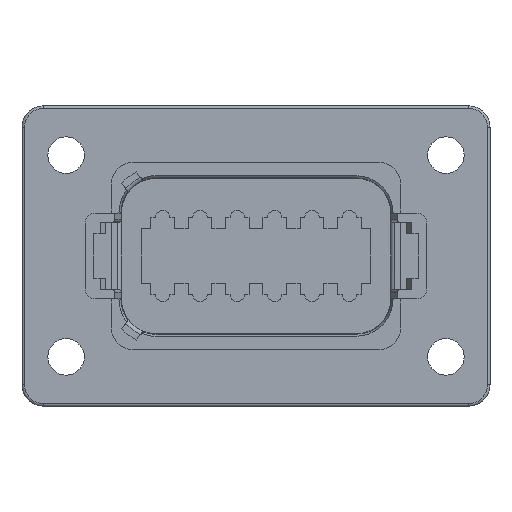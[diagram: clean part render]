
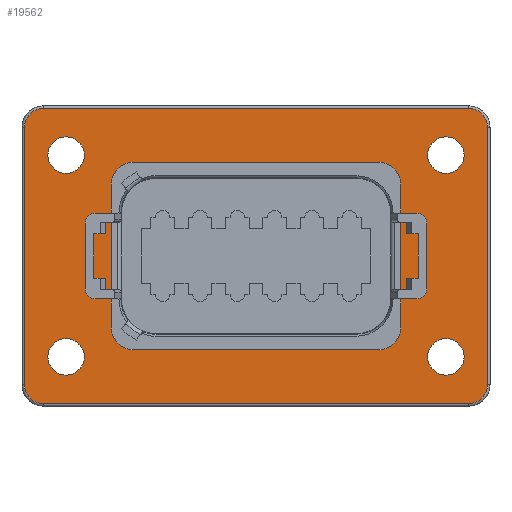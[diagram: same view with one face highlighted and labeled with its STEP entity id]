
A CAD part, front view. The second image highlights one B-rep face of the part: STEP entity #19562.
In plain terms, the highlighted planar face has unit normal (0, -1, 0).
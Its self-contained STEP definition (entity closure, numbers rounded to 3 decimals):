
#2=DIRECTION('',(0.,0.,1.));
#3=VECTOR('',#2,17.);
#4=CARTESIAN_POINT('',(-17.125,24.7,-8.5));
#5=LINE('',#4,#3);
#42=CARTESIAN_POINT('',(22.48,24.7,-11.94));
#43=DIRECTION('',(0.,1.,0.));
#44=DIRECTION('',(0.,0.,1.));
#45=AXIS2_PLACEMENT_3D('',#42,#43,#44);
#47=CARTESIAN_POINT('',(22.48,24.7,-11.94));
#48=DIRECTION('',(0.,1.,0.));
#49=DIRECTION('',(0.,0.,-1.));
#50=AXIS2_PLACEMENT_3D('',#47,#48,#49);
#52=CARTESIAN_POINT('',(22.48,24.7,11.94));
#53=DIRECTION('',(0.,1.,0.));
#54=DIRECTION('',(0.,0.,1.));
#55=AXIS2_PLACEMENT_3D('',#52,#53,#54);
#57=CARTESIAN_POINT('',(22.48,24.7,11.94));
#58=DIRECTION('',(0.,1.,0.));
#59=DIRECTION('',(0.,0.,-1.));
#60=AXIS2_PLACEMENT_3D('',#57,#58,#59);
#62=CARTESIAN_POINT('',(-22.48,24.7,-11.94));
#63=DIRECTION('',(0.,1.,0.));
#64=DIRECTION('',(0.,0.,1.));
#65=AXIS2_PLACEMENT_3D('',#62,#63,#64);
#67=CARTESIAN_POINT('',(-22.48,24.7,-11.94));
#68=DIRECTION('',(0.,1.,0.));
#69=DIRECTION('',(0.,0.,-1.));
#70=AXIS2_PLACEMENT_3D('',#67,#68,#69);
#72=CARTESIAN_POINT('',(-22.48,24.7,11.94));
#73=DIRECTION('',(0.,1.,0.));
#74=DIRECTION('',(0.,0.,1.));
#75=AXIS2_PLACEMENT_3D('',#72,#73,#74);
#77=CARTESIAN_POINT('',(-22.48,24.7,11.94));
#78=DIRECTION('',(0.,1.,0.));
#79=DIRECTION('',(0.,0.,-1.));
#80=AXIS2_PLACEMENT_3D('',#77,#78,#79);
#82=CARTESIAN_POINT('',(-25.16,24.7,-15.24));
#83=DIRECTION('',(0.,-1.,0.));
#84=DIRECTION('',(-1.,0.,0.));
#85=AXIS2_PLACEMENT_3D('',#82,#83,#84);
#87=DIRECTION('',(0.,0.,-1.));
#88=VECTOR('',#87,30.48);
#89=CARTESIAN_POINT('',(-27.4,24.7,15.24));
#90=LINE('',#89,#88);
#91=CARTESIAN_POINT('',(-25.16,24.7,15.24));
#92=DIRECTION('',(0.,-1.,0.));
#93=DIRECTION('',(0.,0.,1.));
#94=AXIS2_PLACEMENT_3D('',#91,#92,#93);
#96=DIRECTION('',(-1.,0.,0.));
#97=VECTOR('',#96,50.32);
#98=CARTESIAN_POINT('',(25.16,24.7,17.48));
#99=LINE('',#98,#97);
#100=CARTESIAN_POINT('',(25.16,24.7,15.24));
#101=DIRECTION('',(0.,-1.,0.));
#102=DIRECTION('',(1.,0.,0.));
#103=AXIS2_PLACEMENT_3D('',#100,#101,#102);
#105=DIRECTION('',(0.,0.,1.));
#106=VECTOR('',#105,30.48);
#107=CARTESIAN_POINT('',(27.4,24.7,-15.24));
#108=LINE('',#107,#106);
#109=CARTESIAN_POINT('',(25.16,24.7,-15.24));
#110=DIRECTION('',(0.,-1.,0.));
#111=DIRECTION('',(0.,0.,-1.));
#112=AXIS2_PLACEMENT_3D('',#109,#110,#111);
#114=DIRECTION('',(1.,0.,0.));
#115=VECTOR('',#114,50.32);
#116=CARTESIAN_POINT('',(-25.16,24.7,-17.48));
#117=LINE('',#116,#115);
#334=DIRECTION('',(-1.,0.,0.));
#335=VECTOR('',#334,29.05);
#336=CARTESIAN_POINT('',(14.525,24.7,-11.1));
#337=LINE('',#336,#335);
#394=CARTESIAN_POINT('',(-14.525,24.7,-8.5));
#395=DIRECTION('',(0.,-1.,0.));
#396=DIRECTION('',(-1.,0.,0.));
#397=AXIS2_PLACEMENT_3D('',#394,#395,#396);
#2539=DIRECTION('',(0.,0.,-1.));
#2540=VECTOR('',#2539,17.);
#2541=CARTESIAN_POINT('',(17.125,24.7,8.5));
#2542=LINE('',#2541,#2540);
#2575=CARTESIAN_POINT('',(14.525,24.7,-8.5));
#2576=DIRECTION('',(0.,-1.,0.));
#2577=DIRECTION('',(0.,0.,-1.));
#2578=AXIS2_PLACEMENT_3D('',#2575,#2576,#2577);
#2725=CARTESIAN_POINT('',(14.525,24.7,8.5));
#2726=DIRECTION('',(0.,-1.,0.));
#2727=DIRECTION('',(1.,0.,0.));
#2728=AXIS2_PLACEMENT_3D('',#2725,#2726,#2727);
#2735=DIRECTION('',(1.,0.,0.));
#2736=VECTOR('',#2735,29.05);
#2737=CARTESIAN_POINT('',(-14.525,24.7,11.1));
#2738=LINE('',#2737,#2736);
#2751=CARTESIAN_POINT('',(-14.525,24.7,8.5));
#2752=DIRECTION('',(0.,-1.,0.));
#2753=DIRECTION('',(0.,0.,1.));
#2754=AXIS2_PLACEMENT_3D('',#2751,#2752,#2753);
#16724=CARTESIAN_POINT('',(22.48,24.7,-9.78));
#16725=CARTESIAN_POINT('',(22.48,24.7,-14.1));
#16726=VERTEX_POINT('',#16724);
#16727=VERTEX_POINT('',#16725);
#16728=CARTESIAN_POINT('',(22.48,24.7,14.1));
#16729=CARTESIAN_POINT('',(22.48,24.7,9.78));
#16730=VERTEX_POINT('',#16728);
#16731=VERTEX_POINT('',#16729);
#16732=CARTESIAN_POINT('',(-22.48,24.7,-9.78));
#16733=CARTESIAN_POINT('',(-22.48,24.7,-14.1));
#16734=VERTEX_POINT('',#16732);
#16735=VERTEX_POINT('',#16733);
#16736=CARTESIAN_POINT('',(-22.48,24.7,14.1));
#16737=CARTESIAN_POINT('',(-22.48,24.7,9.78));
#16738=VERTEX_POINT('',#16736);
#16739=VERTEX_POINT('',#16737);
#16756=CARTESIAN_POINT('',(-27.4,24.7,-15.24));
#16757=CARTESIAN_POINT('',(-25.16,24.7,-17.48));
#16758=VERTEX_POINT('',#16756);
#16759=VERTEX_POINT('',#16757);
#16764=CARTESIAN_POINT('',(25.16,24.7,-17.48));
#16765=VERTEX_POINT('',#16764);
#16768=CARTESIAN_POINT('',(27.4,24.7,-15.24));
#16769=VERTEX_POINT('',#16768);
#16772=CARTESIAN_POINT('',(27.4,24.7,15.24));
#16773=VERTEX_POINT('',#16772);
#16776=CARTESIAN_POINT('',(25.16,24.7,17.48));
#16777=VERTEX_POINT('',#16776);
#16780=CARTESIAN_POINT('',(-25.16,24.7,17.48));
#16781=VERTEX_POINT('',#16780);
#16784=CARTESIAN_POINT('',(-27.4,24.7,15.24));
#16785=VERTEX_POINT('',#16784);
#16788=CARTESIAN_POINT('',(-17.125,24.7,-8.5));
#16789=CARTESIAN_POINT('',(-17.125,24.7,8.5));
#16790=VERTEX_POINT('',#16788);
#16791=VERTEX_POINT('',#16789);
#16792=CARTESIAN_POINT('',(-14.525,24.7,11.1));
#16793=CARTESIAN_POINT('',(14.525,24.7,11.1));
#16794=VERTEX_POINT('',#16792);
#16795=VERTEX_POINT('',#16793);
#16796=CARTESIAN_POINT('',(17.125,24.7,8.5));
#16797=CARTESIAN_POINT('',(17.125,24.7,-8.5));
#16798=VERTEX_POINT('',#16796);
#16799=VERTEX_POINT('',#16797);
#16800=CARTESIAN_POINT('',(14.525,24.7,-11.1));
#16801=CARTESIAN_POINT('',(-14.525,24.7,-11.1));
#16802=VERTEX_POINT('',#16800);
#16803=VERTEX_POINT('',#16801);
#19498=CARTESIAN_POINT('',(0.,24.7,0.));
#19499=DIRECTION('',(0.,1.,0.));
#19500=DIRECTION('',(1.,0.,0.));
#19501=AXIS2_PLACEMENT_3D('',#19498,#19499,#19500);
#19502=PLANE('',#19501);
#19504=ORIENTED_EDGE('',*,*,#19503,.F.);
#19506=ORIENTED_EDGE('',*,*,#19505,.F.);
#19508=ORIENTED_EDGE('',*,*,#19507,.F.);
#19510=ORIENTED_EDGE('',*,*,#19509,.F.);
#19512=ORIENTED_EDGE('',*,*,#19511,.F.);
#19514=ORIENTED_EDGE('',*,*,#19513,.F.);
#19516=ORIENTED_EDGE('',*,*,#19515,.F.);
#19518=ORIENTED_EDGE('',*,*,#19517,.F.);
#19519=EDGE_LOOP('',(#19504,#19506,#19508,#19510,#19512,#19514,#19516,#19518));
#19520=FACE_OUTER_BOUND('',#19519,.F.);
#19522=ORIENTED_EDGE('',*,*,#19521,.F.);
#19524=ORIENTED_EDGE('',*,*,#19523,.F.);
#19525=EDGE_LOOP('',(#19522,#19524));
#19526=FACE_BOUND('',#19525,.F.);
#19528=ORIENTED_EDGE('',*,*,#19527,.F.);
#19530=ORIENTED_EDGE('',*,*,#19529,.F.);
#19531=EDGE_LOOP('',(#19528,#19530));
#19532=FACE_BOUND('',#19531,.F.);
#19534=ORIENTED_EDGE('',*,*,#19533,.F.);
#19536=ORIENTED_EDGE('',*,*,#19535,.F.);
#19537=EDGE_LOOP('',(#19534,#19536));
#19538=FACE_BOUND('',#19537,.F.);
#19540=ORIENTED_EDGE('',*,*,#19539,.F.);
#19542=ORIENTED_EDGE('',*,*,#19541,.F.);
#19543=EDGE_LOOP('',(#19540,#19542));
#19544=FACE_BOUND('',#19543,.F.);
#19545=ORIENTED_EDGE('',*,*,#19467,.F.);
#19547=ORIENTED_EDGE('',*,*,#19546,.T.);
#19549=ORIENTED_EDGE('',*,*,#19548,.F.);
#19551=ORIENTED_EDGE('',*,*,#19550,.T.);
#19553=ORIENTED_EDGE('',*,*,#19552,.F.);
#19555=ORIENTED_EDGE('',*,*,#19554,.T.);
#19557=ORIENTED_EDGE('',*,*,#19556,.F.);
#19559=ORIENTED_EDGE('',*,*,#19558,.T.);
#19560=EDGE_LOOP('',(#19545,#19547,#19549,#19551,#19553,#19555,#19557,#19559));
#19561=FACE_BOUND('',#19560,.F.);
#19562=ADVANCED_FACE('',(#19520,#19526,#19532,#19538,#19544,#19561),#19502,.F.);
#46=CIRCLE('',#45,2.16);
#51=CIRCLE('',#50,2.16);
#56=CIRCLE('',#55,2.16);
#61=CIRCLE('',#60,2.16);
#66=CIRCLE('',#65,2.16);
#71=CIRCLE('',#70,2.16);
#76=CIRCLE('',#75,2.16);
#81=CIRCLE('',#80,2.16);
#86=CIRCLE('',#85,2.24);
#95=CIRCLE('',#94,2.24);
#104=CIRCLE('',#103,2.24);
#113=CIRCLE('',#112,2.24);
#398=CIRCLE('',#397,2.6);
#2579=CIRCLE('',#2578,2.6);
#2729=CIRCLE('',#2728,2.6);
#2755=CIRCLE('',#2754,2.6);
#19467=EDGE_CURVE('',#16790,#16791,#5,.T.);
#19503=EDGE_CURVE('',#16758,#16759,#86,.T.);
#19505=EDGE_CURVE('',#16785,#16758,#90,.T.);
#19507=EDGE_CURVE('',#16781,#16785,#95,.T.);
#19509=EDGE_CURVE('',#16777,#16781,#99,.T.);
#19511=EDGE_CURVE('',#16773,#16777,#104,.T.);
#19513=EDGE_CURVE('',#16769,#16773,#108,.T.);
#19515=EDGE_CURVE('',#16765,#16769,#113,.T.);
#19517=EDGE_CURVE('',#16759,#16765,#117,.T.);
#19521=EDGE_CURVE('',#16730,#16731,#56,.T.);
#19523=EDGE_CURVE('',#16731,#16730,#61,.T.);
#19527=EDGE_CURVE('',#16734,#16735,#66,.T.);
#19529=EDGE_CURVE('',#16735,#16734,#71,.T.);
#19533=EDGE_CURVE('',#16738,#16739,#76,.T.);
#19535=EDGE_CURVE('',#16739,#16738,#81,.T.);
#19539=EDGE_CURVE('',#16726,#16727,#46,.T.);
#19541=EDGE_CURVE('',#16727,#16726,#51,.T.);
#19546=EDGE_CURVE('',#16790,#16803,#398,.T.);
#19548=EDGE_CURVE('',#16802,#16803,#337,.T.);
#19550=EDGE_CURVE('',#16802,#16799,#2579,.T.);
#19552=EDGE_CURVE('',#16798,#16799,#2542,.T.);
#19554=EDGE_CURVE('',#16798,#16795,#2729,.T.);
#19556=EDGE_CURVE('',#16794,#16795,#2738,.T.);
#19558=EDGE_CURVE('',#16794,#16791,#2755,.T.);
